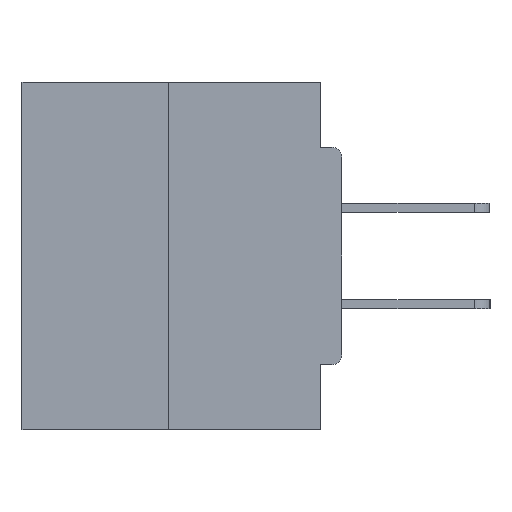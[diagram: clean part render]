
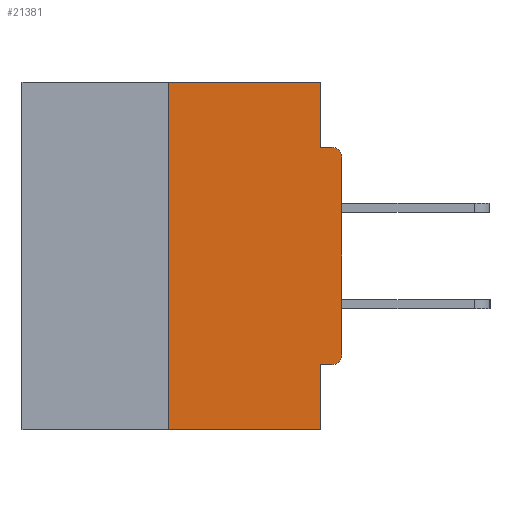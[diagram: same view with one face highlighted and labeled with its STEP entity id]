
A CAD part, left-side view. The second image highlights one B-rep face of the part: STEP entity #21381.
In plain terms, the highlighted planar face has unit normal (-1, 0, 0).
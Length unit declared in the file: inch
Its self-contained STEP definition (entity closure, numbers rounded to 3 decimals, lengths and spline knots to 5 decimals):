
#1335 = LINE ( 'NONE', #9163, #31704 ) ;
#2370 = ORIENTED_EDGE ( 'NONE', *, *, #29969, .F. ) ;
#3112 = CARTESIAN_POINT ( 'NONE',  ( 0., 0.031, 0. ) ) ;
#3795 = CARTESIAN_POINT ( 'NONE',  ( 0., 0.015, -0.3915 ) ) ;
#4118 = LINE ( 'NONE', #23252, #22920 ) ;
#4249 = VECTOR ( 'NONE', #12463, 39.37008 ) ;
#4702 = AXIS2_PLACEMENT_3D ( 'NONE', #41842, #38585, #25709 ) ;
#5386 = LINE ( 'NONE', #37917, #42077 ) ;
#5627 = CARTESIAN_POINT ( 'NONE',  ( 0., 0.031, -0.5 ) ) ;
#6054 = CARTESIAN_POINT ( 'NONE',  ( 0., 0.25, -0.5 ) ) ;
#6362 = CARTESIAN_POINT ( 'NONE',  ( 0., 0.46, 0. ) ) ;
#6754 = LINE ( 'NONE', #31630, #31932 ) ;
#7197 = LINE ( 'NONE', #41263, #9844 ) ;
#7331 = CIRCLE ( 'NONE', #37587, 0.015 ) ;
#8078 = LINE ( 'NONE', #21219, #24841 ) ;
#8153 = ORIENTED_EDGE ( 'NONE', *, *, #13057, .T. ) ;
#8790 = VERTEX_POINT ( 'NONE', #6054 ) ;
#9163 = CARTESIAN_POINT ( 'NONE',  ( 0., 0.46, -0.5 ) ) ;
#9298 = EDGE_CURVE ( 'NONE', #29327, #40886, #31457, .T. ) ;
#9844 = VECTOR ( 'NONE', #34491, 39.37008 ) ;
#11583 = CARTESIAN_POINT ( 'NONE',  ( 0., 0.031, -0.0935 ) ) ;
#11845 = VECTOR ( 'NONE', #36263, 39.37008 ) ;
#11954 = DIRECTION ( 'NONE',  ( 0., 0., 1. ) ) ;
#11955 = VERTEX_POINT ( 'NONE', #13433 ) ;
#12463 = DIRECTION ( 'NONE',  ( 0., -1., 0. ) ) ;
#13057 = EDGE_CURVE ( 'NONE', #41050, #26446, #21666, .T. ) ;
#13433 = CARTESIAN_POINT ( 'NONE',  ( 0., 0.015, -0.4065 ) ) ;
#17041 = ORIENTED_EDGE ( 'NONE', *, *, #38152, .F. ) ;
#18155 = EDGE_CURVE ( 'NONE', #22566, #34215, #22370, .T. ) ;
#19371 = EDGE_CURVE ( 'NONE', #8790, #34215, #1335, .T. ) ;
#19898 = DIRECTION ( 'NONE',  ( 0., 0., 1. ) ) ;
#20106 = ORIENTED_EDGE ( 'NONE', *, *, #9298, .F. ) ;
#20150 = EDGE_LOOP ( 'NONE', ( #20106, #17041, #42294, #38328, #39058, #25901, #26590, #8153, #37575, #2370 ) ) ;
#20506 = CARTESIAN_POINT ( 'NONE',  ( 0., 0., -0.3915 ) ) ;
#20981 = DIRECTION ( 'NONE',  ( 1., 0., 0. ) ) ;
#21123 = DIRECTION ( 'NONE',  ( 0., 0., -1. ) ) ;
#21219 = CARTESIAN_POINT ( 'NONE',  ( 0., 0., -0.4065 ) ) ;
#21271 = CARTESIAN_POINT ( 'NONE',  ( 0., 0.46, 0. ) ) ;
#21366 = DIRECTION ( 'NONE',  ( 0., 1., 0. ) ) ;
#21381 = ADVANCED_FACE ( 'NONE', ( #38935 ), #38109, .F. ) ;
#21666 = CIRCLE ( 'NONE', #4702, 0.015 ) ;
#21708 = EDGE_CURVE ( 'NONE', #42623, #41050, #5386, .T. ) ;
#22370 = LINE ( 'NONE', #36592, #11845 ) ;
#22566 = VERTEX_POINT ( 'NONE', #36371 ) ;
#22920 = VECTOR ( 'NONE', #19898, 39.37008 ) ;
#23252 = CARTESIAN_POINT ( 'NONE',  ( 0., 0.25, 0. ) ) ;
#24419 = AXIS2_PLACEMENT_3D ( 'NONE', #21271, #20981, #21123 ) ;
#24841 = VECTOR ( 'NONE', #21366, 39.37008 ) ;
#25098 = CARTESIAN_POINT ( 'NONE',  ( 0., 0.015, -0.0935 ) ) ;
#25709 = DIRECTION ( 'NONE',  ( 0., 0., -1. ) ) ;
#25901 = ORIENTED_EDGE ( 'NONE', *, *, #36699, .T. ) ;
#26446 = VERTEX_POINT ( 'NONE', #25098 ) ;
#26470 = VERTEX_POINT ( 'NONE', #11583 ) ;
#26590 = ORIENTED_EDGE ( 'NONE', *, *, #21708, .T. ) ;
#26862 = EDGE_CURVE ( 'NONE', #11955, #22566, #8078, .T. ) ;
#29327 = VERTEX_POINT ( 'NONE', #31278 ) ;
#29969 = EDGE_CURVE ( 'NONE', #40886, #26470, #6754, .T. ) ;
#30428 = DIRECTION ( 'NONE',  ( -1., 0., 0. ) ) ;
#31278 = CARTESIAN_POINT ( 'NONE',  ( 0., 0.25, 0. ) ) ;
#31457 = LINE ( 'NONE', #6362, #4249 ) ;
#31630 = CARTESIAN_POINT ( 'NONE',  ( 0., 0.031, 0. ) ) ;
#31704 = VECTOR ( 'NONE', #32165, 39.37008 ) ;
#31932 = VECTOR ( 'NONE', #35392, 39.37008 ) ;
#32165 = DIRECTION ( 'NONE',  ( 0., -1., 0. ) ) ;
#33759 = DIRECTION ( 'NONE',  ( 0., 0., -1. ) ) ;
#34215 = VERTEX_POINT ( 'NONE', #5627 ) ;
#34491 = DIRECTION ( 'NONE',  ( 0., -1., 0. ) ) ;
#35392 = DIRECTION ( 'NONE',  ( 0., 0., -1. ) ) ;
#36263 = DIRECTION ( 'NONE',  ( 0., 0., -1. ) ) ;
#36371 = CARTESIAN_POINT ( 'NONE',  ( 0., 0.031, -0.4065 ) ) ;
#36592 = CARTESIAN_POINT ( 'NONE',  ( 0., 0.031, -0.5 ) ) ;
#36699 = EDGE_CURVE ( 'NONE', #11955, #42623, #7331, .T. ) ;
#37575 = ORIENTED_EDGE ( 'NONE', *, *, #41832, .F. ) ;
#37587 = AXIS2_PLACEMENT_3D ( 'NONE', #3795, #30428, #33759 ) ;
#37917 = CARTESIAN_POINT ( 'NONE',  ( 0., 0., 0. ) ) ;
#38109 = PLANE ( 'NONE',  #24419 ) ;
#38152 = EDGE_CURVE ( 'NONE', #8790, #29327, #4118, .T. ) ;
#38328 = ORIENTED_EDGE ( 'NONE', *, *, #18155, .F. ) ;
#38585 = DIRECTION ( 'NONE',  ( -1., 0., 0. ) ) ;
#38935 = FACE_OUTER_BOUND ( 'NONE', #20150, .T. ) ;
#39058 = ORIENTED_EDGE ( 'NONE', *, *, #26862, .F. ) ;
#40886 = VERTEX_POINT ( 'NONE', #3112 ) ;
#41050 = VERTEX_POINT ( 'NONE', #41803 ) ;
#41263 = CARTESIAN_POINT ( 'NONE',  ( 0., 0., -0.0935 ) ) ;
#41803 = CARTESIAN_POINT ( 'NONE',  ( 0., 0., -0.1085 ) ) ;
#41832 = EDGE_CURVE ( 'NONE', #26470, #26446, #7197, .T. ) ;
#41842 = CARTESIAN_POINT ( 'NONE',  ( 0., 0.015, -0.1085 ) ) ;
#42077 = VECTOR ( 'NONE', #11954, 39.37008 ) ;
#42294 = ORIENTED_EDGE ( 'NONE', *, *, #19371, .T. ) ;
#42623 = VERTEX_POINT ( 'NONE', #20506 ) ;
